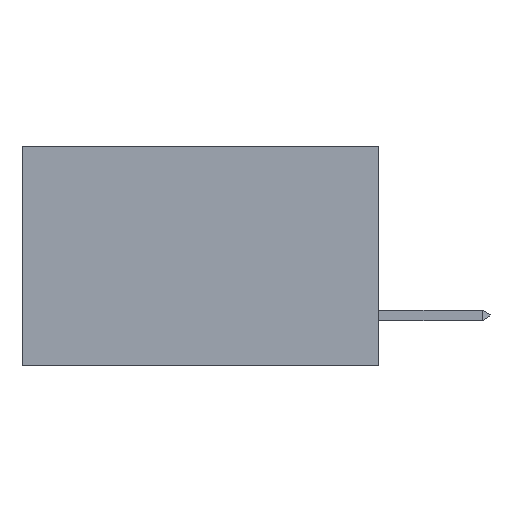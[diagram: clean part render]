
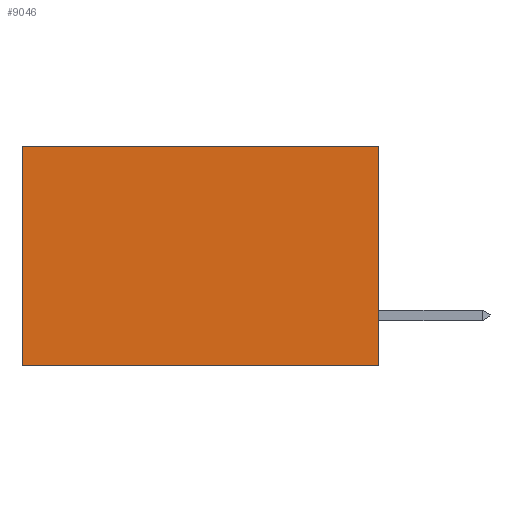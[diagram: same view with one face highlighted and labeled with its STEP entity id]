
A CAD part, left-side view. The second image highlights one B-rep face of the part: STEP entity #9046.
In plain terms, the highlighted planar face has unit normal (-1, 0, 0).
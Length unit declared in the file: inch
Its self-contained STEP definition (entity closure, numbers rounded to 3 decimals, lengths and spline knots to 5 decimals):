
#746 = ORIENTED_EDGE ( 'NONE', *, *, #10109, .F. ) ;
#1468 = ORIENTED_EDGE ( 'NONE', *, *, #5377, .T. ) ;
#2025 = VECTOR ( 'NONE', #9143, 39.37008 ) ;
#2570 = FACE_OUTER_BOUND ( 'NONE', #5101, .T. ) ;
#2842 = CARTESIAN_POINT ( 'NONE',  ( 0.298, 0., 0. ) ) ;
#3421 = VECTOR ( 'NONE', #3649, 39.37008 ) ;
#3568 = LINE ( 'NONE', #3661, #4643 ) ;
#3569 = VERTEX_POINT ( 'NONE', #9291 ) ;
#3647 = CARTESIAN_POINT ( 'NONE',  ( 0.298, 0.6, 0. ) ) ;
#3649 = DIRECTION ( 'NONE',  ( 0., 1., 0. ) ) ;
#3661 = CARTESIAN_POINT ( 'NONE',  ( 0.298, 0., 0. ) ) ;
#4320 = EDGE_CURVE ( 'NONE', #5569, #3569, #8284, .T. ) ;
#4378 = PLANE ( 'NONE',  #4960 ) ;
#4643 = VECTOR ( 'NONE', #9153, 39.37008 ) ;
#4867 = VECTOR ( 'NONE', #7059, 39.37008 ) ;
#4960 = AXIS2_PLACEMENT_3D ( 'NONE', #2842, #8295, #8401 ) ;
#5101 = EDGE_LOOP ( 'NONE', ( #9279, #746, #7369, #1468 ) ) ;
#5138 = VERTEX_POINT ( 'NONE', #8518 ) ;
#5377 = EDGE_CURVE ( 'NONE', #9209, #5569, #6947, .T. ) ;
#5569 = VERTEX_POINT ( 'NONE', #8194 ) ;
#6947 = LINE ( 'NONE', #9514, #4867 ) ;
#7059 = DIRECTION ( 'NONE',  ( 0., 1., 0. ) ) ;
#7369 = ORIENTED_EDGE ( 'NONE', *, *, #9044, .F. ) ;
#7591 = CARTESIAN_POINT ( 'NONE',  ( 0.298, 0., -0.37 ) ) ;
#8194 = CARTESIAN_POINT ( 'NONE',  ( 0.298, 0.6, 0. ) ) ;
#8284 = LINE ( 'NONE', #3647, #2025 ) ;
#8295 = DIRECTION ( 'NONE',  ( 1., 0., 0. ) ) ;
#8401 = DIRECTION ( 'NONE',  ( 0., 0., -1. ) ) ;
#8518 = CARTESIAN_POINT ( 'NONE',  ( 0.298, 0., -0.37 ) ) ;
#9044 = EDGE_CURVE ( 'NONE', #9209, #5138, #3568, .T. ) ;
#9046 = ADVANCED_FACE ( 'NONE', ( #2570 ), #4378, .F. ) ;
#9143 = DIRECTION ( 'NONE',  ( 0., 0., -1. ) ) ;
#9153 = DIRECTION ( 'NONE',  ( 0., 0., -1. ) ) ;
#9190 = CARTESIAN_POINT ( 'NONE',  ( 0.298, 0., 0. ) ) ;
#9209 = VERTEX_POINT ( 'NONE', #9190 ) ;
#9279 = ORIENTED_EDGE ( 'NONE', *, *, #4320, .T. ) ;
#9291 = CARTESIAN_POINT ( 'NONE',  ( 0.298, 0.6, -0.37 ) ) ;
#9316 = LINE ( 'NONE', #7591, #3421 ) ;
#9514 = CARTESIAN_POINT ( 'NONE',  ( 0.298, 0., 0. ) ) ;
#10109 = EDGE_CURVE ( 'NONE', #5138, #3569, #9316, .T. ) ;
